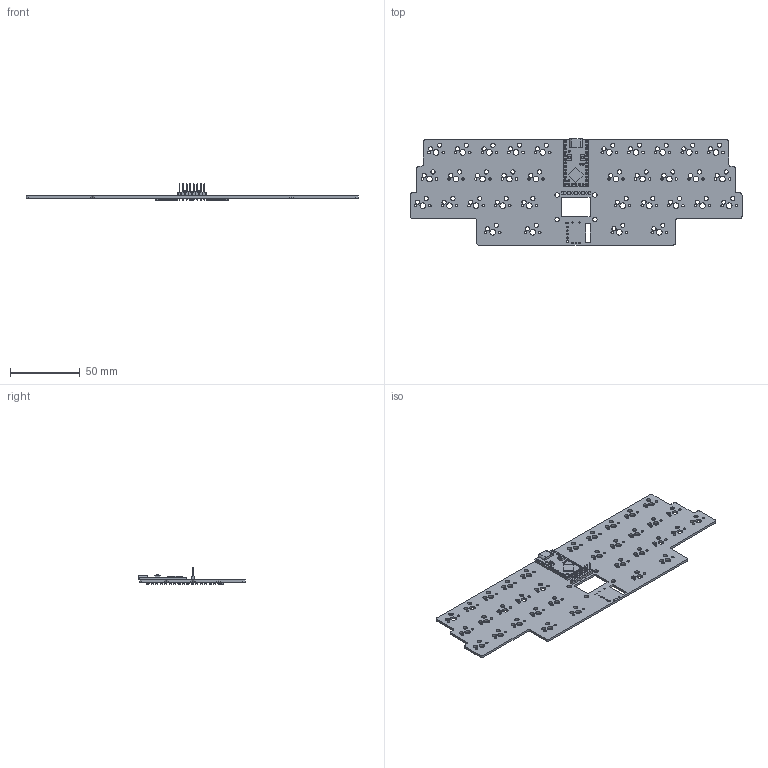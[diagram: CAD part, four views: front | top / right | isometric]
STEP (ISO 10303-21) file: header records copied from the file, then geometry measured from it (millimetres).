
FILE_DESCRIPTION(('KiCad electronic assembly'),'2;1');
FILE_NAME('solaris.step','2025-01-26T21:02:41',('Pcbnew'),('Kicad'), 'Open CASCADE STEP processor 7.6','KiCad to STEP converter','Unknown' );
FILE_SCHEMA(('AUTOMOTIVE_DESIGN { 1 0 10303 214 1 1 1 1 }'));
Length unit declared in the file: millimetre
Products named in the file (8): solaris 1; pro_micro_rp2040; ProMicroRP2040 - 3D v15; PinHeader_1x08_P2.54mm_Vertical; PinHeader_1x08_P254mm_Vertical; D_SOD-123; D_SOD_123; solaris_PCB
Assembly tree (41 placements, depth 3):
  solaris 1
    pro_micro_rp2040
      ProMicroRP2040 - 3D v15
    PinHeader_1x08_P2.54mm_Vertical
      PinHeader_1x08_P254mm_Vertical
    D_SOD-123  x35
      D_SOD_123
    solaris_PCB
Bounding box: 237.33 x 75.94 x 11.54 mm (x, y, z)
Volume: 23856.9 mm3; surface area: 35387.7 mm2
Topology: 79 solids, 79 shells, 3072 faces, 7254 edges, 4392 vertices
Faces by surface type: plane 1510, bspline 910, cylinder 652
Full cylindrical faces by diameter (mm): 0.762 x35, 0.8 x2, 0.95 x70, 1 x17, 1.4 x35, 1.7 x1, 1.75 x68, 1.8 x2, 3 x68, 3.2 x4, 3.988 x34
Entity records: 27151 total; most frequent: DIRECTION 4290, CARTESIAN_POINT 4160, ORIENTED_EDGE 3900, EDGE_CURVE 1950, AXIS2_PLACEMENT_3D 1562, FACE_BOUND 1414, EDGE_LOOP 1414, VERTEX_POINT 1264
